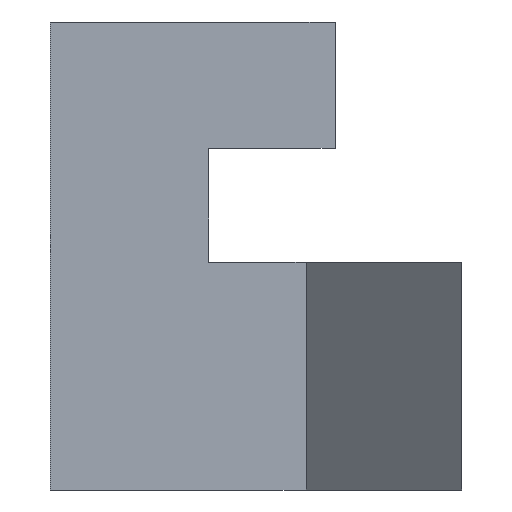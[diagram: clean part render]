
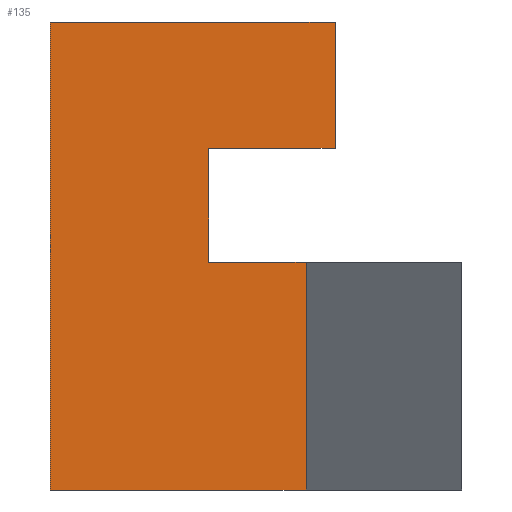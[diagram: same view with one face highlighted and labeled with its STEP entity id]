
A CAD part, left-side view. The second image highlights one B-rep face of the part: STEP entity #135.
In plain terms, the highlighted planar face has unit normal (-1, 0, 0).
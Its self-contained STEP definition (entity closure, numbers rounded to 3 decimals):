
#22 = VERTEX_POINT('',#23);
#23 = CARTESIAN_POINT('',(-12.65,1.,9.4));
#56 = VERTEX_POINT('',#57);
#57 = CARTESIAN_POINT('',(-12.65,-3.041,9.4));
#63 = EDGE_CURVE('',#22,#56,#64,.T.);
#64 = LINE('',#65,#66);
#65 = CARTESIAN_POINT('',(-12.65,1.,9.4));
#66 = VECTOR('',#67,1.);
#67 = DIRECTION('',(0.,-1.,0.));
#78 = VERTEX_POINT('',#79);
#79 = CARTESIAN_POINT('',(-12.65,1.,16.8));
#94 = EDGE_CURVE('',#78,#22,#95,.T.);
#95 = LINE('',#96,#97);
#96 = CARTESIAN_POINT('',(-12.65,1.,16.8));
#97 = VECTOR('',#98,1.);
#98 = DIRECTION('',(0.,0.,-1.));
#135 = ADVANCED_FACE('',(#136),#186,.F.);
#136 = FACE_BOUND('',#137,.F.);
#137 = EDGE_LOOP('',(#138,#139,#140,#148,#156,#164,#172,#180));
#138 = ORIENTED_EDGE('',*,*,#63,.F.);
#139 = ORIENTED_EDGE('',*,*,#94,.F.);
#140 = ORIENTED_EDGE('',*,*,#141,.F.);
#141 = EDGE_CURVE('',#142,#78,#144,.T.);
#142 = VERTEX_POINT('',#143);
#143 = CARTESIAN_POINT('',(-12.65,-3.5,16.8));
#144 = LINE('',#145,#146);
#145 = CARTESIAN_POINT('',(-12.65,-3.5,16.8));
#146 = VECTOR('',#147,1.);
#147 = DIRECTION('',(0.,1.,0.));
#148 = ORIENTED_EDGE('',*,*,#149,.F.);
#149 = EDGE_CURVE('',#150,#142,#152,.T.);
#150 = VERTEX_POINT('',#151);
#151 = CARTESIAN_POINT('',(-12.65,-3.5,14.8));
#152 = LINE('',#153,#154);
#153 = CARTESIAN_POINT('',(-12.65,-3.5,14.8));
#154 = VECTOR('',#155,1.);
#155 = DIRECTION('',(0.,0.,1.));
#156 = ORIENTED_EDGE('',*,*,#157,.F.);
#157 = EDGE_CURVE('',#158,#150,#160,.T.);
#158 = VERTEX_POINT('',#159);
#159 = CARTESIAN_POINT('',(-12.65,-1.5,14.8));
#160 = LINE('',#161,#162);
#161 = CARTESIAN_POINT('',(-12.65,-1.5,14.8));
#162 = VECTOR('',#163,1.);
#163 = DIRECTION('',(0.,-1.,0.));
#164 = ORIENTED_EDGE('',*,*,#165,.F.);
#165 = EDGE_CURVE('',#166,#158,#168,.T.);
#166 = VERTEX_POINT('',#167);
#167 = CARTESIAN_POINT('',(-12.65,-1.5,13.));
#168 = LINE('',#169,#170);
#169 = CARTESIAN_POINT('',(-12.65,-1.5,13.));
#170 = VECTOR('',#171,1.);
#171 = DIRECTION('',(0.,0.,1.));
#172 = ORIENTED_EDGE('',*,*,#173,.F.);
#173 = EDGE_CURVE('',#174,#166,#176,.T.);
#174 = VERTEX_POINT('',#175);
#175 = CARTESIAN_POINT('',(-12.65,-3.041,13.));
#176 = LINE('',#177,#178);
#177 = CARTESIAN_POINT('',(-12.65,-5.5,13.));
#178 = VECTOR('',#179,1.);
#179 = DIRECTION('',(0.,1.,0.));
#180 = ORIENTED_EDGE('',*,*,#181,.T.);
#181 = EDGE_CURVE('',#174,#56,#182,.T.);
#182 = LINE('',#183,#184);
#183 = CARTESIAN_POINT('',(-12.65,-3.041,13.));
#184 = VECTOR('',#185,1.);
#185 = DIRECTION('',(0.,0.,-1.));
#186 = PLANE('',#187);
#187 = AXIS2_PLACEMENT_3D('',#188,#189,#190);
#188 = CARTESIAN_POINT('',(-12.65,-1.929,12.962));
#189 = DIRECTION('',(1.,0.,0.));
#190 = DIRECTION('',(0.,0.,1.));
